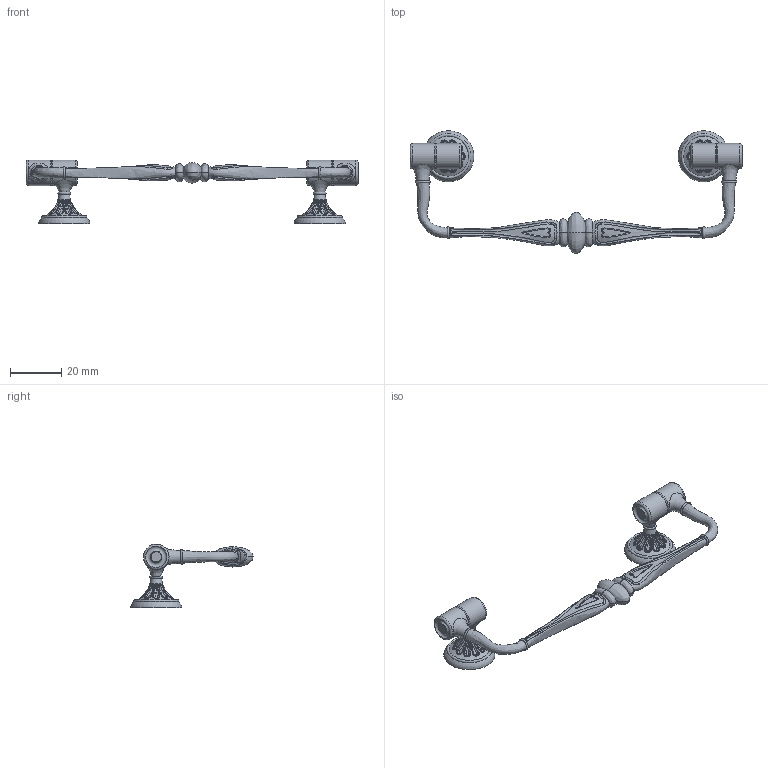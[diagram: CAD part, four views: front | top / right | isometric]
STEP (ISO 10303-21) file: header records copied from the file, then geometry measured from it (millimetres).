
FILE_DESCRIPTION (( 'STEP AP214' ), '1' );
FILE_NAME ('Ñáîðêà 4.STEP', '2020-10-09T06:41:42', ( '' ), ( '' ), 'SwSTEP 2.0', 'SolidWorks 2017', '' );
FILE_SCHEMA (( 'AUTOMOTIVE_DESIGN' ));
Length unit declared in the file: millimetre
Products named in the file (4): Äåòàëü ÐÓ×ÊÈ 3; 栖闉罻 4; Îñü; Ðó÷êà
Assembly tree (5 placements, depth 2):
  栖闉罻 4
    Äåòàëü ÐÓ×ÊÈ 3  x2
    Ðó÷êà
    Îñü  x2
Bounding box: 130 x 48 x 25 mm (x, y, z)
Volume: 9742.6 mm3; surface area: 8515.2 mm2
Topology: 7 solids, 7 shells, 400 faces, 883 edges, 510 vertices
Faces by surface type: bspline 236, plane 62, cylinder 54, torus 44, cone 4
Full cylindrical faces by diameter (mm): 2.5 x2, 4 x8, 10 x4
Entity records: 32792 total; most frequent: CARTESIAN_POINT 28671, ORIENTED_EDGE 960, EDGE_CURVE 480, DIRECTION 462, B_SPLINE_CURVE_WITH_KNOTS 320, VERTEX_POINT 308, EDGE_LOOP 308, FACE_OUTER_BOUND 282
